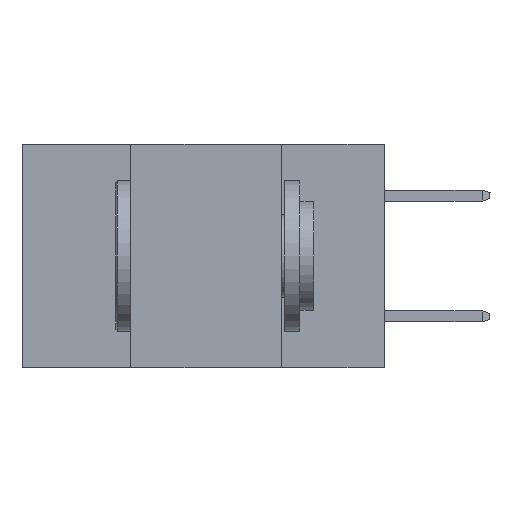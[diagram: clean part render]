
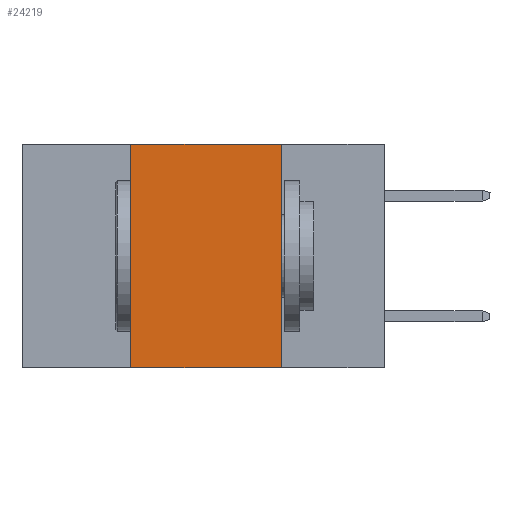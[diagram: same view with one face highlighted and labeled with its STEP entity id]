
A CAD part, left-side view. The second image highlights one B-rep face of the part: STEP entity #24219.
In plain terms, the highlighted planar face has unit normal (-1, 0, 0).
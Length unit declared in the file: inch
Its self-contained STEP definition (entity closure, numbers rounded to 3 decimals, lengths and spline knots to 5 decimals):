
#202 = LINE ( 'NONE', #2550, #7845 ) ;
#1161 = ORIENTED_EDGE ( 'NONE', *, *, #11296, .T. ) ;
#2221 = LINE ( 'NONE', #13262, #5558 ) ;
#2263 = VERTEX_POINT ( 'NONE', #10730 ) ;
#2325 = EDGE_CURVE ( 'NONE', #24656, #5496, #2221, .T. ) ;
#2550 = CARTESIAN_POINT ( 'NONE',  ( 0., 0.42, 0. ) ) ;
#3418 = VECTOR ( 'NONE', #15653, 39.37008 ) ;
#4019 = DIRECTION ( 'NONE',  ( 1., 0., 0. ) ) ;
#5496 = VERTEX_POINT ( 'NONE', #6630 ) ;
#5558 = VECTOR ( 'NONE', #21561, 39.37008 ) ;
#6630 = CARTESIAN_POINT ( 'NONE',  ( 0., 0.17, -0.37 ) ) ;
#7034 = FACE_OUTER_BOUND ( 'NONE', #13166, .T. ) ;
#7330 = LINE ( 'NONE', #8013, #24025 ) ;
#7845 = VECTOR ( 'NONE', #24394, 39.37008 ) ;
#8013 = CARTESIAN_POINT ( 'NONE',  ( 0., 0.6, 0. ) ) ;
#10055 = EDGE_CURVE ( 'NONE', #2263, #18980, #202, .T. ) ;
#10305 = CARTESIAN_POINT ( 'NONE',  ( 0., 0.6, 0. ) ) ;
#10730 = CARTESIAN_POINT ( 'NONE',  ( 0., 0.42, -0.37 ) ) ;
#11296 = EDGE_CURVE ( 'NONE', #2263, #5496, #13502, .T. ) ;
#11532 = CARTESIAN_POINT ( 'NONE',  ( 0., 0.6, -0.37 ) ) ;
#12125 = ORIENTED_EDGE ( 'NONE', *, *, #15618, .F. ) ;
#12315 = ORIENTED_EDGE ( 'NONE', *, *, #2325, .F. ) ;
#13166 = EDGE_LOOP ( 'NONE', ( #12315, #12125, #19382, #1161 ) ) ;
#13262 = CARTESIAN_POINT ( 'NONE',  ( 0., 0.17, 0. ) ) ;
#13502 = LINE ( 'NONE', #11532, #3418 ) ;
#14618 = DIRECTION ( 'NONE',  ( 0., 0., -1. ) ) ;
#15618 = EDGE_CURVE ( 'NONE', #18980, #24656, #7330, .T. ) ;
#15653 = DIRECTION ( 'NONE',  ( 0., -1., 0. ) ) ;
#17043 = PLANE ( 'NONE',  #17385 ) ;
#17385 = AXIS2_PLACEMENT_3D ( 'NONE', #10305, #4019, #14618 ) ;
#18960 = DIRECTION ( 'NONE',  ( 0., -1., 0. ) ) ;
#18980 = VERTEX_POINT ( 'NONE', #21379 ) ;
#19382 = ORIENTED_EDGE ( 'NONE', *, *, #10055, .F. ) ;
#19434 = CARTESIAN_POINT ( 'NONE',  ( 0., 0.17, 0. ) ) ;
#21379 = CARTESIAN_POINT ( 'NONE',  ( 0., 0.42, 0. ) ) ;
#21561 = DIRECTION ( 'NONE',  ( 0., 0., -1. ) ) ;
#24025 = VECTOR ( 'NONE', #18960, 39.37008 ) ;
#24219 = ADVANCED_FACE ( 'NONE', ( #7034 ), #17043, .F. ) ;
#24394 = DIRECTION ( 'NONE',  ( 0., 0., 1. ) ) ;
#24656 = VERTEX_POINT ( 'NONE', #19434 ) ;
